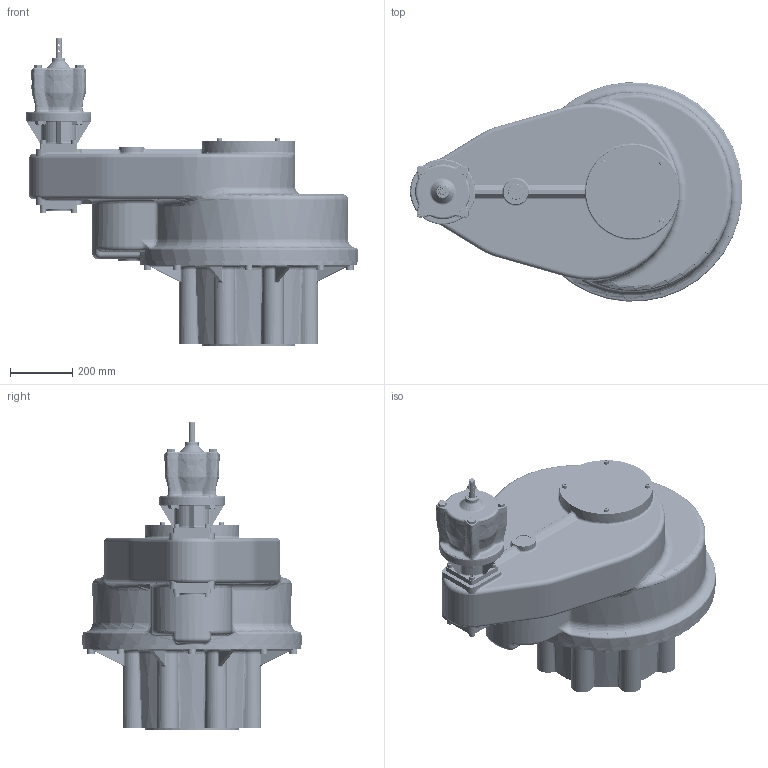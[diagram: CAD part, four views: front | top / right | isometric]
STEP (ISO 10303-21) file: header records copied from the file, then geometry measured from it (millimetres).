
FILE_DESCRIPTION(/* description */ ('Unknown'),/* implementation_level */ '2;1');
FILE_NAME(/* name */ 'PUB-HOS19MPR28-662.4-MAN-F40_SOLID_0-1',/* time_stamp */ '2019-10-22T11:33:56+01:00',/* author */ ('Unknown'),/* organization */ ('Unknown'),/* preprocessor_version */ 'ST-DEVELOPER v16.7',/* originating_system */ 'DEX',/* authorisation */ $);
FILE_SCHEMA (('AUTOMOTIVE_DESIGN {1 0 10303 214 3 1 1}'));
Products named in the file (1): PUB-HOS19MPR28-662.4-MAN-F40_SOLID_0-1
Bounding box: 1066.39 x 704.31 x 991.77 mm (x, y, z)
Volume: 157266951.5 mm3; surface area: 3606493.6 mm2
Topology: 1 solids, 1 shells, 6407 faces, 19472 edges, 12682 vertices
Faces by surface type: cylinder 3043, plane 1847, bspline 674, cone 439, torus 366, sphere 38
Full cylindrical faces by diameter (mm): 0.1 x1, 2.5 x2, 4.917 x4, 5 x3, 6 x6, 6.647 x6, 15 x3, 16 x4, 17 x3, 18 x8, 20 x3, 22.098 x1, 23 x2, 24 x8, 25 x4, 26 x2, 28 x3, 30 x1, 32 x8, 36 x1, 50 x1, 60 x1, 80 x2, 130 x1, 138 x1, 162 x1, 165 x1, 210 x1, 216 x1, 220 x2
Entity records: 246467 total; most frequent: CARTESIAN_POINT 79772, ORIENTED_EDGE 37792, DIRECTION 32639, EDGE_CURVE 18896, AXIS2_PLACEMENT_3D 13283, VERTEX_POINT 12527, CIRCLE 7521, FACE_BOUND 7067
